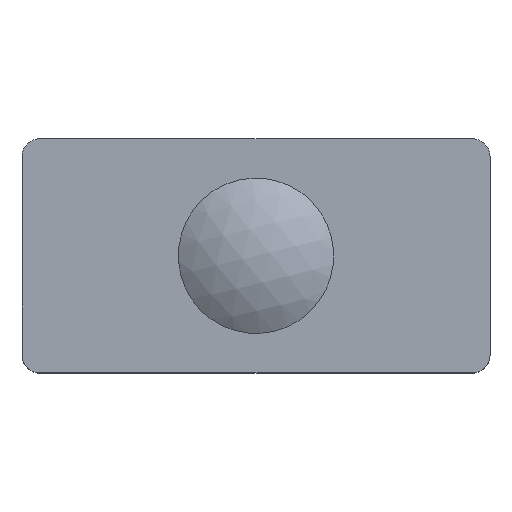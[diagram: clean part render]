
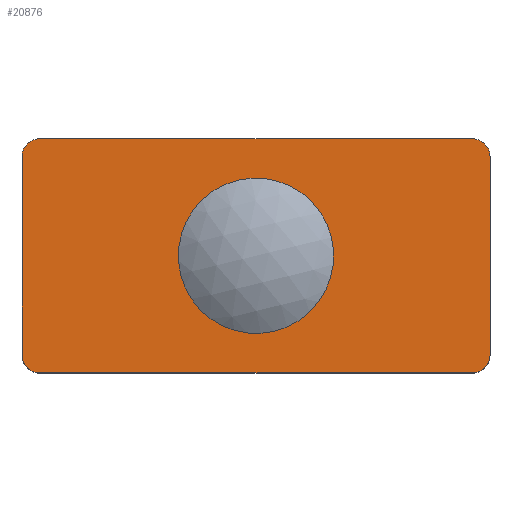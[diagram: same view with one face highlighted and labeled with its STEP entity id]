
A CAD part, top view. The second image highlights one B-rep face of the part: STEP entity #20876.
In plain terms, the highlighted planar face has unit normal (0, 0, 1).
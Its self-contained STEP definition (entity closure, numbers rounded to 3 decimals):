
#100 = VECTOR ( 'NONE', #13272, 1000. ) ;
#1625 = CARTESIAN_POINT ( 'NONE',  ( 0., 0., 0. ) ) ;
#1859 = DIRECTION ( 'NONE',  ( -1., 0., 0. ) ) ;
#2017 = CIRCLE ( 'NONE', #25363, 1.5 ) ;
#2695 = CARTESIAN_POINT ( 'NONE',  ( -20., -8.5, 0. ) ) ;
#2772 = EDGE_CURVE ( 'NONE', #26784, #24775, #20887, .T. ) ;
#2801 = VERTEX_POINT ( 'NONE', #10777 ) ;
#3158 = CARTESIAN_POINT ( 'NONE',  ( 0., 0., 0. ) ) ;
#4258 = CIRCLE ( 'NONE', #10902, 1.5 ) ;
#5971 = CIRCLE ( 'NONE', #7271, 6.25 ) ;
#6082 = DIRECTION ( 'NONE',  ( 1., 0., 0. ) ) ;
#6463 = EDGE_CURVE ( 'NONE', #2801, #10090, #26719, .T. ) ;
#6582 = DIRECTION ( 'NONE',  ( 1., 0., 0. ) ) ;
#6612 = EDGE_LOOP ( 'NONE', ( #20914, #14910, #21476, #19192, #9903, #12385, #25037, #26601 ) ) ;
#7271 = AXIS2_PLACEMENT_3D ( 'NONE', #3158, #10874, #6082 ) ;
#7279 = EDGE_CURVE ( 'NONE', #10090, #8983, #4258, .T. ) ;
#7419 = DIRECTION ( 'NONE',  ( 1., 0., 0. ) ) ;
#7517 = CARTESIAN_POINT ( 'NONE',  ( 20., 8.5, 0. ) ) ;
#8221 = VECTOR ( 'NONE', #21596, 1000. ) ;
#8473 = EDGE_CURVE ( 'NONE', #27202, #26784, #22239, .T. ) ;
#8703 = ORIENTED_EDGE ( 'NONE', *, *, #31179, .F. ) ;
#8983 = VERTEX_POINT ( 'NONE', #11438 ) ;
#9338 = AXIS2_PLACEMENT_3D ( 'NONE', #31183, #31291, #31620 ) ;
#9903 = ORIENTED_EDGE ( 'NONE', *, *, #22428, .T. ) ;
#10090 = VERTEX_POINT ( 'NONE', #26477 ) ;
#10101 = DIRECTION ( 'NONE',  ( 0., 0., 1. ) ) ;
#10588 = CARTESIAN_POINT ( 'NONE',  ( -20., 10., 0. ) ) ;
#10713 = CARTESIAN_POINT ( 'NONE',  ( 18.5, -8.5, 0. ) ) ;
#10777 = CARTESIAN_POINT ( 'NONE',  ( -18.5, -10., 0. ) ) ;
#10874 = DIRECTION ( 'NONE',  ( 0., 0., 1. ) ) ;
#10902 = AXIS2_PLACEMENT_3D ( 'NONE', #10713, #31112, #30890 ) ;
#11438 = CARTESIAN_POINT ( 'NONE',  ( 20., -8.5, 0. ) ) ;
#11629 = AXIS2_PLACEMENT_3D ( 'NONE', #32933, #10101, #28684 ) ;
#12385 = ORIENTED_EDGE ( 'NONE', *, *, #17517, .T. ) ;
#13272 = DIRECTION ( 'NONE',  ( 0., -1., 0. ) ) ;
#14279 = EDGE_CURVE ( 'NONE', #14960, #2801, #2017, .T. ) ;
#14910 = ORIENTED_EDGE ( 'NONE', *, *, #14279, .T. ) ;
#14960 = VERTEX_POINT ( 'NONE', #2695 ) ;
#16733 = DIRECTION ( 'NONE',  ( 0., 0., 1. ) ) ;
#17512 = DIRECTION ( 'NONE',  ( 1., 0., 0. ) ) ;
#17517 = EDGE_CURVE ( 'NONE', #19943, #27202, #32016, .T. ) ;
#17737 = CARTESIAN_POINT ( 'NONE',  ( -18.5, -8.5, 0. ) ) ;
#18805 = CARTESIAN_POINT ( 'NONE',  ( 20., 10., 0. ) ) ;
#19044 = LINE ( 'NONE', #18805, #8221 ) ;
#19192 = ORIENTED_EDGE ( 'NONE', *, *, #7279, .T. ) ;
#19943 = VERTEX_POINT ( 'NONE', #7517 ) ;
#20876 = ADVANCED_FACE ( 'NONE', ( #29470, #23866 ), #21785, .T. ) ;
#20887 = CIRCLE ( 'NONE', #9338, 1.5 ) ;
#20914 = ORIENTED_EDGE ( 'NONE', *, *, #25258, .T. ) ;
#21088 = VERTEX_POINT ( 'NONE', #27706 ) ;
#21476 = ORIENTED_EDGE ( 'NONE', *, *, #6463, .T. ) ;
#21596 = DIRECTION ( 'NONE',  ( 0., 1., 0. ) ) ;
#21785 = PLANE ( 'NONE',  #25356 ) ;
#22002 = CARTESIAN_POINT ( 'NONE',  ( -20., 10., 0. ) ) ;
#22239 = LINE ( 'NONE', #22002, #23439 ) ;
#22428 = EDGE_CURVE ( 'NONE', #8983, #19943, #19044, .T. ) ;
#22627 = CARTESIAN_POINT ( 'NONE',  ( -20., 8.5, 0. ) ) ;
#23230 = EDGE_LOOP ( 'NONE', ( #8703 ) ) ;
#23439 = VECTOR ( 'NONE', #1859, 1000. ) ;
#23866 = FACE_OUTER_BOUND ( 'NONE', #6612, .T. ) ;
#24775 = VERTEX_POINT ( 'NONE', #22627 ) ;
#25037 = ORIENTED_EDGE ( 'NONE', *, *, #8473, .T. ) ;
#25258 = EDGE_CURVE ( 'NONE', #24775, #14960, #28514, .T. ) ;
#25356 = AXIS2_PLACEMENT_3D ( 'NONE', #1625, #16733, #6582 ) ;
#25363 = AXIS2_PLACEMENT_3D ( 'NONE', #17737, #32841, #17512 ) ;
#26477 = CARTESIAN_POINT ( 'NONE',  ( 18.5, -10., 0. ) ) ;
#26601 = ORIENTED_EDGE ( 'NONE', *, *, #2772, .T. ) ;
#26719 = LINE ( 'NONE', #27877, #27529 ) ;
#26784 = VERTEX_POINT ( 'NONE', #32102 ) ;
#27202 = VERTEX_POINT ( 'NONE', #29145 ) ;
#27529 = VECTOR ( 'NONE', #7419, 1000. ) ;
#27706 = CARTESIAN_POINT ( 'NONE',  ( 6.25, 0., 0. ) ) ;
#27877 = CARTESIAN_POINT ( 'NONE',  ( -20., -10., 0. ) ) ;
#28514 = LINE ( 'NONE', #10588, #100 ) ;
#28684 = DIRECTION ( 'NONE',  ( 1., 0., 0. ) ) ;
#29145 = CARTESIAN_POINT ( 'NONE',  ( 18.5, 10., 0. ) ) ;
#29470 = FACE_BOUND ( 'NONE', #23230, .T. ) ;
#30890 = DIRECTION ( 'NONE',  ( 1., 0., 0. ) ) ;
#31112 = DIRECTION ( 'NONE',  ( 0., 0., 1. ) ) ;
#31179 = EDGE_CURVE ( 'NONE', #21088, #21088, #5971, .T. ) ;
#31183 = CARTESIAN_POINT ( 'NONE',  ( -18.5, 8.5, 0. ) ) ;
#31291 = DIRECTION ( 'NONE',  ( 0., 0., 1. ) ) ;
#31620 = DIRECTION ( 'NONE',  ( 1., 0., 0. ) ) ;
#32016 = CIRCLE ( 'NONE', #11629, 1.5 ) ;
#32102 = CARTESIAN_POINT ( 'NONE',  ( -18.5, 10., 0. ) ) ;
#32841 = DIRECTION ( 'NONE',  ( 0., 0., 1. ) ) ;
#32933 = CARTESIAN_POINT ( 'NONE',  ( 18.5, 8.5, 0. ) ) ;
